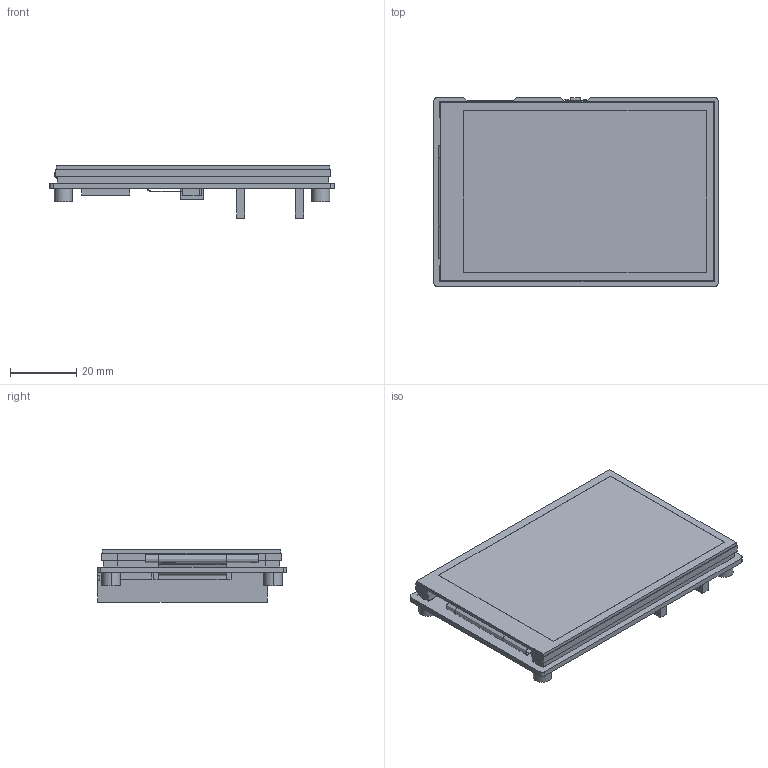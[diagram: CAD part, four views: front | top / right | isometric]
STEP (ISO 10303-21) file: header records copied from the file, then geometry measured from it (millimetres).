
FILE_DESCRIPTION((''),'2;1');
FILE_NAME('PICO-RESTOUCH-LCD-3_5','2022-09-14T15:41:46',('xiaojisheng'),(''),'CREO PARAMETRIC BY PTC INC, 2021063','CREO PARAMETRIC BY PTC INC, 2021063','');
FILE_SCHEMA(('CONFIG_CONTROL_DESIGN','SHAPE_APPEARANCE_LAYERS_GROUPS'));
Length unit declared in the file: millimetre
Products named in the file (1): PICO-RESTOUCH-LCD-3_5
Bounding box: 86 x 57.2 x 15.8 mm (x, y, z)
Volume: 27149.1 mm3; surface area: 24839.2 mm2
Topology: 1 solids, 1 shells, 367 faces, 926 edges, 612 vertices
Faces by surface type: plane 331, cylinder 32, extrusion 4
Entity records: 15126 total; most frequent: CARTESIAN_POINT 2067, ORIENTED_EDGE 1852, DIRECTION 1724, PRESENTATION_STYLE_ASSIGNMENT 1035, STYLED_ITEM 931, CURVE_STYLE 930, EDGE_CURVE 926, VECTOR 850
